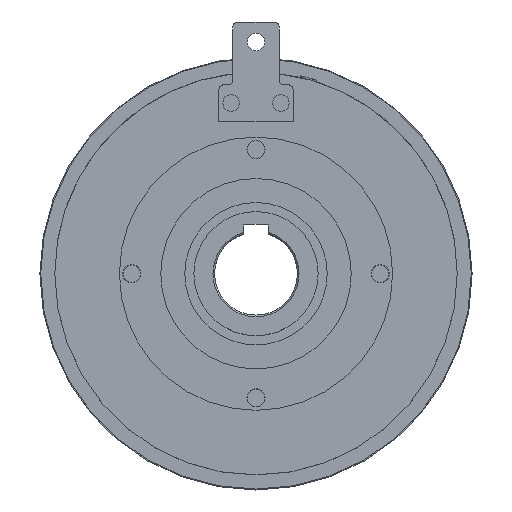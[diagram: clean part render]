
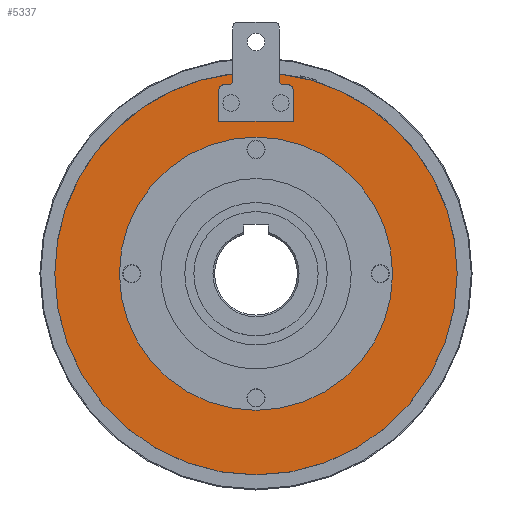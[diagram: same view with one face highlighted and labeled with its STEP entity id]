
A CAD part, top view. The second image highlights one B-rep face of the part: STEP entity #5337.
In plain terms, the highlighted planar face has unit normal (0, 0, 1).
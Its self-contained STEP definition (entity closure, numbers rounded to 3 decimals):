
#120 = VERTEX_POINT ( 'NONE', #209 ) ;
#124 = EDGE_CURVE ( 'NONE', #145, #120, #192, .T. ) ;
#138 = VERTEX_POINT ( 'NONE', #226 ) ;
#145 = VERTEX_POINT ( 'NONE', #236 ) ;
#150 = EDGE_CURVE ( 'NONE', #152, #138, #264, .T. ) ;
#152 = VERTEX_POINT ( 'NONE', #247 ) ;
#183 = DIRECTION ( 'NONE',  ( 1., 0., 0. ) ) ;
#191 = AXIS2_PLACEMENT_3D ( 'NONE', #214, #206, #205 ) ;
#192 = CIRCLE ( 'NONE', #191, 121.5 ) ;
#205 = DIRECTION ( 'NONE',  ( 1., 0., 0. ) ) ;
#206 = DIRECTION ( 'NONE',  ( 0., 0., 1. ) ) ;
#209 = CARTESIAN_POINT ( 'NONE',  ( 14., 120.691, 40. ) ) ;
#214 = CARTESIAN_POINT ( 'NONE',  ( 0., 0., 40. ) ) ;
#226 = CARTESIAN_POINT ( 'NONE',  ( -121.5, 0., 40. ) ) ;
#236 = CARTESIAN_POINT ( 'NONE',  ( 121.5, 0., 40. ) ) ;
#246 = DIRECTION ( 'NONE',  ( 0., 0., 1. ) ) ;
#247 = CARTESIAN_POINT ( 'NONE',  ( -14., 120.691, 40. ) ) ;
#248 = DIRECTION ( 'NONE',  ( 1., 0., 0. ) ) ;
#253 = AXIS2_PLACEMENT_3D ( 'NONE', #268, #246, #248 ) ;
#264 = CIRCLE ( 'NONE', #253, 121.5 ) ;
#268 = CARTESIAN_POINT ( 'NONE',  ( 0., 0., 40. ) ) ;
#568 = CARTESIAN_POINT ( 'NONE',  ( 17., 117., 40. ) ) ;
#569 = AXIS2_PLACEMENT_3D ( 'NONE', #579, #582, #589 ) ;
#573 = AXIS2_PLACEMENT_3D ( 'NONE', #578, #581, #580 ) ;
#574 = CIRCLE ( 'NONE', #573, 3. ) ;
#578 = CARTESIAN_POINT ( 'NONE',  ( -17., 117., 40. ) ) ;
#579 = CARTESIAN_POINT ( 'NONE',  ( -19.5, 111., 40. ) ) ;
#580 = DIRECTION ( 'NONE',  ( 1., 0., 0. ) ) ;
#581 = DIRECTION ( 'NONE',  ( 0., 0., 1. ) ) ;
#582 = DIRECTION ( 'NONE',  ( 0., 0., -1. ) ) ;
#583 = LINE ( 'NONE', #606, #588 ) ;
#586 = CARTESIAN_POINT ( 'NONE',  ( -22.5, 92., 40. ) ) ;
#587 = DIRECTION ( 'NONE',  ( 0., -1., 0. ) ) ;
#588 = VECTOR ( 'NONE', #587, 1000. ) ;
#589 = DIRECTION ( 'NONE',  ( 1., 0., 0. ) ) ;
#590 = DIRECTION ( 'NONE',  ( 1., 0., 0. ) ) ;
#591 = DIRECTION ( 'NONE',  ( 0., 0., 1. ) ) ;
#592 = AXIS2_PLACEMENT_3D ( 'NONE', #568, #591, #590 ) ;
#593 = CIRCLE ( 'NONE', #592, 3. ) ;
#594 = LINE ( 'NONE', #599, #598 ) ;
#596 = DIRECTION ( 'NONE',  ( 0., -1., 0. ) ) ;
#598 = VECTOR ( 'NONE', #596, 1000. ) ;
#599 = CARTESIAN_POINT ( 'NONE',  ( 14., 152., 40. ) ) ;
#602 = CIRCLE ( 'NONE', #569, 3. ) ;
#606 = CARTESIAN_POINT ( 'NONE',  ( -22.5, 152., 40. ) ) ;
#609 = CARTESIAN_POINT ( 'NONE',  ( -17., 114., 40. ) ) ;
#610 = DIRECTION ( 'NONE',  ( 0., 0., 1. ) ) ;
#611 = AXIS2_PLACEMENT_3D ( 'NONE', #617, #610, #183 ) ;
#612 = CIRCLE ( 'NONE', #611, 121.5 ) ;
#614 = AXIS2_PLACEMENT_3D ( 'NONE', #624, #623, #622 ) ;
#617 = CARTESIAN_POINT ( 'NONE',  ( 0., 0., 40. ) ) ;
#622 = DIRECTION ( 'NONE',  ( 1., 0., 0. ) ) ;
#623 = DIRECTION ( 'NONE',  ( 0., 0., -1. ) ) ;
#624 = CARTESIAN_POINT ( 'NONE',  ( 19.5, 111., 40. ) ) ;
#625 = CARTESIAN_POINT ( 'NONE',  ( 14., 117., 40. ) ) ;
#626 = CIRCLE ( 'NONE', #614, 3. ) ;
#629 = CARTESIAN_POINT ( 'NONE',  ( 22.5, 111., 40. ) ) ;
#630 = CARTESIAN_POINT ( 'NONE',  ( -22.5, 111., 40. ) ) ;
#642 = CARTESIAN_POINT ( 'NONE',  ( 19.5, 114., 40. ) ) ;
#643 = DIRECTION ( 'NONE',  ( 1., 0., 0. ) ) ;
#644 = VECTOR ( 'NONE', #643, 1000. ) ;
#645 = DIRECTION ( 'NONE',  ( 0., 1., 0. ) ) ;
#648 = CARTESIAN_POINT ( 'NONE',  ( 22.5, 114., 40. ) ) ;
#650 = LINE ( 'NONE', #648, #644 ) ;
#651 = CARTESIAN_POINT ( 'NONE',  ( 22.5, 92., 40. ) ) ;
#658 = CARTESIAN_POINT ( 'NONE',  ( 17., 114., 40. ) ) ;
#665 = VECTOR ( 'NONE', #645, 1000. ) ;
#666 = CARTESIAN_POINT ( 'NONE',  ( 22.5, 152., 40. ) ) ;
#667 = LINE ( 'NONE', #666, #665 ) ;
#668 = CARTESIAN_POINT ( 'NONE',  ( -19.5, 114., 40. ) ) ;
#670 = LINE ( 'NONE', #676, #672 ) ;
#672 = VECTOR ( 'NONE', #675, 1000. ) ;
#675 = DIRECTION ( 'NONE',  ( 1., 0., 0. ) ) ;
#676 = CARTESIAN_POINT ( 'NONE',  ( -22.5, 92., 40. ) ) ;
#699 = CARTESIAN_POINT ( 'NONE',  ( -14., 114., 40. ) ) ;
#700 = LINE ( 'NONE', #699, #705 ) ;
#705 = VECTOR ( 'NONE', #712, 1000. ) ;
#712 = DIRECTION ( 'NONE',  ( 1., 0., 0. ) ) ;
#723 = CARTESIAN_POINT ( 'NONE',  ( -14., 117., 40. ) ) ;
#738 = LINE ( 'NONE', #741, #753 ) ;
#741 = CARTESIAN_POINT ( 'NONE',  ( -14., 152., 40. ) ) ;
#753 = VECTOR ( 'NONE', #759, 1000. ) ;
#759 = DIRECTION ( 'NONE',  ( 0., 1., 0. ) ) ;
#999 = VERTEX_POINT ( 'NONE', #609 ) ;
#1000 = ORIENTED_EDGE ( 'NONE', *, *, #1001, .T. ) ;
#1001 = EDGE_CURVE ( 'NONE', #120, #1018, #594, .T. ) ;
#1002 = EDGE_CURVE ( 'NONE', #999, #1055, #574, .T. ) ;
#1003 = ORIENTED_EDGE ( 'NONE', *, *, #1002, .T. ) ;
#1004 = ORIENTED_EDGE ( 'NONE', *, *, #1028, .T. ) ;
#1005 = ORIENTED_EDGE ( 'NONE', *, *, #150, .T. ) ;
#1008 = EDGE_CURVE ( 'NONE', #1025, #1034, #602, .T. ) ;
#1009 = ORIENTED_EDGE ( 'NONE', *, *, #5185, .T. ) ;
#1010 = ORIENTED_EDGE ( 'NONE', *, *, #1029, .F. ) ;
#1012 = EDGE_CURVE ( 'NONE', #1025, #1013, #583, .T. ) ;
#1013 = VERTEX_POINT ( 'NONE', #586 ) ;
#1014 = ORIENTED_EDGE ( 'NONE', *, *, #5371, .T. ) ;
#1015 = EDGE_CURVE ( 'NONE', #1018, #1039, #593, .T. ) ;
#1016 = ORIENTED_EDGE ( 'NONE', *, *, #1008, .T. ) ;
#1017 = ORIENTED_EDGE ( 'NONE', *, *, #1032, .F. ) ;
#1018 = VERTEX_POINT ( 'NONE', #625 ) ;
#1020 = VERTEX_POINT ( 'NONE', #629 ) ;
#1022 = ORIENTED_EDGE ( 'NONE', *, *, #1026, .T. ) ;
#1024 = EDGE_LOOP ( 'NONE', ( #1014, #1009 ) ) ;
#1025 = VERTEX_POINT ( 'NONE', #630 ) ;
#1026 = EDGE_CURVE ( 'NONE', #1037, #1020, #626, .T. ) ;
#1027 = ORIENTED_EDGE ( 'NONE', *, *, #1068, .T. ) ;
#1028 = EDGE_CURVE ( 'NONE', #138, #145, #612, .T. ) ;
#1029 = EDGE_CURVE ( 'NONE', #1013, #1036, #670, .T. ) ;
#1030 = ORIENTED_EDGE ( 'NONE', *, *, #1012, .F. ) ;
#1032 = EDGE_CURVE ( 'NONE', #1036, #1020, #667, .T. ) ;
#1034 = VERTEX_POINT ( 'NONE', #668 ) ;
#1035 = EDGE_CURVE ( 'NONE', #1039, #1037, #650, .T. ) ;
#1036 = VERTEX_POINT ( 'NONE', #651 ) ;
#1037 = VERTEX_POINT ( 'NONE', #642 ) ;
#1038 = ORIENTED_EDGE ( 'NONE', *, *, #1035, .T. ) ;
#1039 = VERTEX_POINT ( 'NONE', #658 ) ;
#1040 = ORIENTED_EDGE ( 'NONE', *, *, #1015, .T. ) ;
#1041 = ORIENTED_EDGE ( 'NONE', *, *, #124, .T. ) ;
#1043 = EDGE_CURVE ( 'NONE', #1034, #999, #700, .T. ) ;
#1055 = VERTEX_POINT ( 'NONE', #723 ) ;
#1068 = EDGE_CURVE ( 'NONE', #1055, #152, #738, .T. ) ;
#1169 = ORIENTED_EDGE ( 'NONE', *, *, #1043, .T. ) ;
#3111 = PLANE ( 'NONE',  #3131 ) ;
#3113 = FACE_BOUND ( 'NONE', #1024, .T. ) ;
#3114 = FACE_OUTER_BOUND ( 'NONE', #5338, .T. ) ;
#3131 = AXIS2_PLACEMENT_3D ( 'NONE', #3141, #3140, #3136 ) ;
#3136 = DIRECTION ( 'NONE',  ( 1., 0., 0. ) ) ;
#3140 = DIRECTION ( 'NONE',  ( 0., 0., 1. ) ) ;
#3141 = CARTESIAN_POINT ( 'NONE',  ( 0., 0., 40. ) ) ;
#3181 = AXIS2_PLACEMENT_3D ( 'NONE', #3197, #3217, #3216 ) ;
#3182 = CIRCLE ( 'NONE', #3181, 82.5 ) ;
#3197 = CARTESIAN_POINT ( 'NONE',  ( 0., 0., 40. ) ) ;
#3216 = DIRECTION ( 'NONE',  ( 1., 0., 0. ) ) ;
#3217 = DIRECTION ( 'NONE',  ( 0., 0., -1. ) ) ;
#5181 = VERTEX_POINT ( 'NONE', #6224 ) ;
#5183 = VERTEX_POINT ( 'NONE', #6223 ) ;
#5185 = EDGE_CURVE ( 'NONE', #5183, #5181, #5869, .T. ) ;
#5337 = ADVANCED_FACE ( 'NONE', ( #3114, #3113 ), #3111, .T. ) ;
#5338 = EDGE_LOOP ( 'NONE', ( #1169, #1003, #1027, #1005, #1004, #1041, #1000, #1040, #1038, #1022, #1017, #1010, #1030, #1016 ) ) ;
#5371 = EDGE_CURVE ( 'NONE', #5181, #5183, #3182, .T. ) ;
#5869 = CIRCLE ( 'NONE', #5909, 82.5 ) ;
#5909 = AXIS2_PLACEMENT_3D ( 'NONE', #5914, #5913, #5910 ) ;
#5910 = DIRECTION ( 'NONE',  ( 1., 0., 0. ) ) ;
#5913 = DIRECTION ( 'NONE',  ( 0., 0., -1. ) ) ;
#5914 = CARTESIAN_POINT ( 'NONE',  ( 0., 0., 40. ) ) ;
#6223 = CARTESIAN_POINT ( 'NONE',  ( 82.5, 0., 40. ) ) ;
#6224 = CARTESIAN_POINT ( 'NONE',  ( -82.5, 0., 40. ) ) ;
